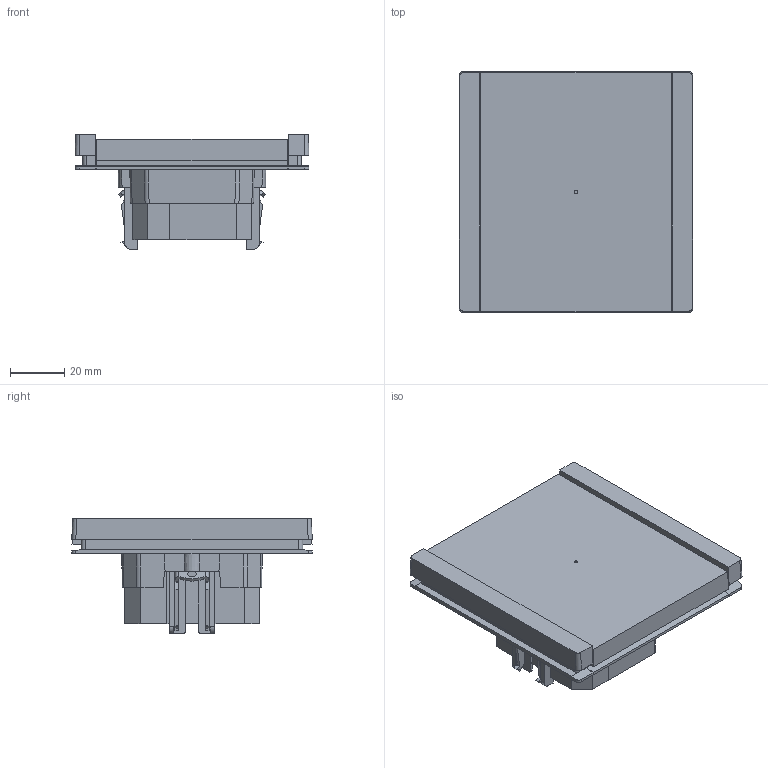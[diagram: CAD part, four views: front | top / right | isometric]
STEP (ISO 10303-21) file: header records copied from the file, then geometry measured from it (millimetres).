
FILE_DESCRIPTION (( 'STEP AP214' ), '1' );
FILE_NAME ('îäíîêëàâèøíûé âûêëþ÷àòåëü.STEP', '2025-03-11T13:19:24', ( '' ), ( '' ), 'SwSTEP 2.0', 'SolidWorks 2022', '' );
FILE_SCHEMA (( 'AUTOMOTIVE_DESIGN' ));
Length unit declared in the file: millimetre
Products named in the file (1): одноклавишный выключатель
Bounding box: 86.46 x 89 x 42.5 mm (x, y, z)
Volume: 141661.9 mm3; surface area: 37567.7 mm2
Topology: 1 solids, 7 shells, 892 faces, 2621 edges, 1732 vertices
Faces by surface type: plane 619, cylinder 225, cone 32, sphere 12, bspline 4
Entity records: 30002 total; most frequent: CARTESIAN_POINT 6507, ORIENTED_EDGE 5242, DIRECTION 4358, EDGE_CURVE 2621, VECTOR 1978, LINE 1978, VERTEX_POINT 1732, AXIS2_PLACEMENT_3D 1190
